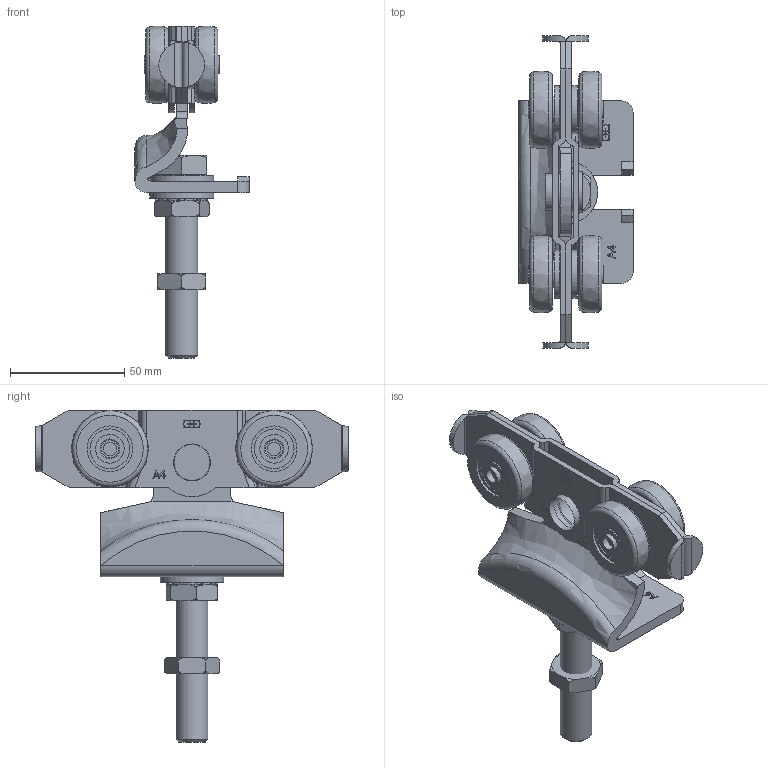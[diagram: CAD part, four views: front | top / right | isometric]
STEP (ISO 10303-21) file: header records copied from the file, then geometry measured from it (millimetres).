
FILE_DESCRIPTION(/* description */ (''),/* implementation_level */ '2;1');
FILE_NAME(/* name */ '9242XSA4.stp',/* time_stamp */ '2019-08-23T08:59:59+02:00',/* author */ ('Didierr'),/* organization */ (''),/* preprocessor_version */ 'ST-DEVELOPER v17.2',/* originating_system */ 'Autodesk Inventor 2019',/* authorisation */ '');
FILE_SCHEMA (('AUTOMOTIVE_DESIGN { 1 0 10303 214 3 1 1 }'));
Length unit declared in the file: millimetre
Products named in the file (15): 9242XSA4; 318428; 18429; 18406; 18407; 18904; 18905; GALB34XS; 18903; 09131; 09132; 09124; 06046; DIN 933 - M14  x 80; 09125
Assembly tree (24 placements, depth 3):
  9242XSA4
    318428
      18429  x2
    18406
    18407
    18904  x2
    18905  x4
    GALB34XS  x4
      18903
      09131
      09132
    09124  x2
    06046  x2
    DIN 933 - M14  x 80
    09125
Bounding box: 50 x 137 x 145.5 mm (x, y, z)
Volume: 115630.5 mm3; surface area: 75891.2 mm2
Topology: 56 solids, 64 shells, 822 faces, 2183 edges, 1494 vertices
Faces by surface type: plane 449, cylinder 229, torus 98, sphere 24, bspline 13, cone 9
Full cylindrical faces by diameter (mm): 1.151 x1, 1.25 x1, 2 x8, 5.8 x4, 7.8 x4, 8 x4, 8.1 x4, 11.835 x2, 12.1 x4, 12.564 x8, 12.917 x1, 14 x1, 14.2 x2, 14.3 x1, 15.8 x1, 16.2 x3, 17.436 x8, 18 x1, 20 x4, 20.1 x1, 21 x4, 22 x12, 23 x4, 28 x2
Entity records: 15691 total; most frequent: CARTESIAN_POINT 3326, DIRECTION 2512, ORIENTED_EDGE 2412, EDGE_CURVE 1208, AXIS2_PLACEMENT_3D 892, VERTEX_POINT 841, LINE 728, VECTOR 728
